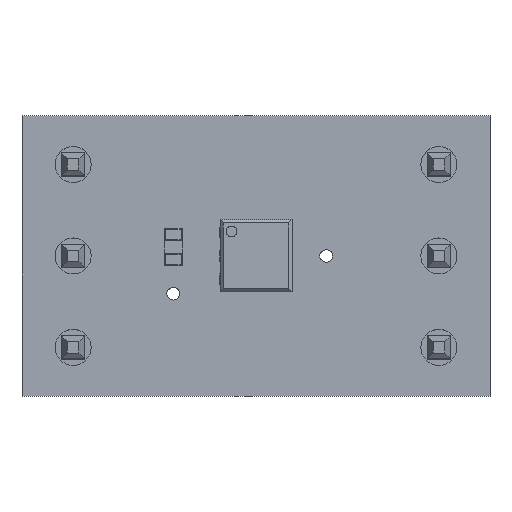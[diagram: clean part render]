
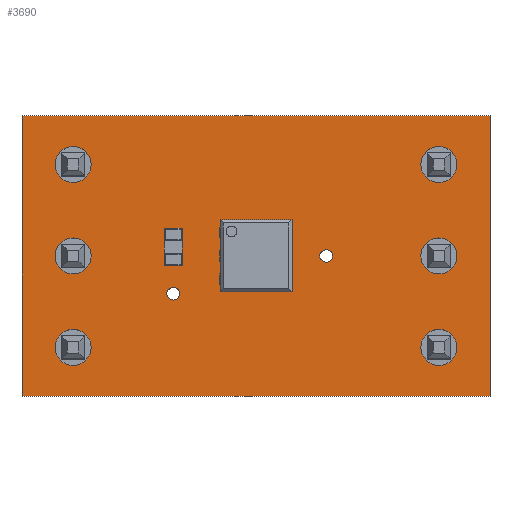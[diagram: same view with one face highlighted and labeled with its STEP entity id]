
A CAD part, top view. The second image highlights one B-rep face of the part: STEP entity #3690.
In plain terms, the highlighted planar face has unit normal (0, 0, 1).
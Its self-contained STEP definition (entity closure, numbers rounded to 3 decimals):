
#63=FACE_BOUND('',#506,.T.);
#64=FACE_BOUND('',#507,.T.);
#65=FACE_BOUND('',#508,.T.);
#66=FACE_BOUND('',#509,.T.);
#67=FACE_BOUND('',#510,.T.);
#68=FACE_BOUND('',#511,.T.);
#69=FACE_BOUND('',#512,.T.);
#70=FACE_BOUND('',#513,.T.);
#92=PLANE('',#3988);
#275=FACE_OUTER_BOUND('',#505,.T.);
#505=EDGE_LOOP('',(#2517,#2518,#2519,#2520));
#506=EDGE_LOOP('',(#2521));
#507=EDGE_LOOP('',(#2522));
#508=EDGE_LOOP('',(#2523));
#509=EDGE_LOOP('',(#2524));
#510=EDGE_LOOP('',(#2525));
#511=EDGE_LOOP('',(#2526));
#512=EDGE_LOOP('',(#2527));
#513=EDGE_LOOP('',(#2528));
#758=LINE('',#5400,#1183);
#761=LINE('',#5406,#1186);
#764=LINE('',#5412,#1189);
#767=LINE('',#5416,#1192);
#1183=VECTOR('',#4343,10.);
#1186=VECTOR('',#4348,10.);
#1189=VECTOR('',#4353,10.);
#1192=VECTOR('',#4358,10.);
#1599=CIRCLE('',#3962,0.5);
#1601=CIRCLE('',#3965,0.5);
#1603=CIRCLE('',#3968,0.5);
#1605=CIRCLE('',#3971,0.175);
#1607=CIRCLE('',#3974,0.5);
#1609=CIRCLE('',#3977,0.175);
#1611=CIRCLE('',#3980,0.5);
#1613=CIRCLE('',#3983,0.5);
#1677=VERTEX_POINT('',#5348);
#1679=VERTEX_POINT('',#5354);
#1681=VERTEX_POINT('',#5360);
#1683=VERTEX_POINT('',#5366);
#1685=VERTEX_POINT('',#5372);
#1687=VERTEX_POINT('',#5378);
#1689=VERTEX_POINT('',#5384);
#1691=VERTEX_POINT('',#5390);
#1694=VERTEX_POINT('',#5397);
#1695=VERTEX_POINT('',#5399);
#1697=VERTEX_POINT('',#5405);
#1699=VERTEX_POINT('',#5411);
#1968=EDGE_CURVE('',#1677,#1677,#1599,.T.);
#1971=EDGE_CURVE('',#1679,#1679,#1601,.T.);
#1974=EDGE_CURVE('',#1681,#1681,#1603,.T.);
#1977=EDGE_CURVE('',#1683,#1683,#1605,.T.);
#1980=EDGE_CURVE('',#1685,#1685,#1607,.T.);
#1983=EDGE_CURVE('',#1687,#1687,#1609,.T.);
#1986=EDGE_CURVE('',#1689,#1689,#1611,.T.);
#1989=EDGE_CURVE('',#1691,#1691,#1613,.T.);
#1992=EDGE_CURVE('',#1695,#1694,#758,.T.);
#1995=EDGE_CURVE('',#1697,#1695,#761,.T.);
#1998=EDGE_CURVE('',#1699,#1697,#764,.T.);
#2001=EDGE_CURVE('',#1694,#1699,#767,.T.);
#2517=ORIENTED_EDGE('',*,*,#2001,.T.);
#2518=ORIENTED_EDGE('',*,*,#1998,.T.);
#2519=ORIENTED_EDGE('',*,*,#1995,.T.);
#2520=ORIENTED_EDGE('',*,*,#1992,.T.);
#2521=ORIENTED_EDGE('',*,*,#1968,.T.);
#2522=ORIENTED_EDGE('',*,*,#1971,.T.);
#2523=ORIENTED_EDGE('',*,*,#1974,.T.);
#2524=ORIENTED_EDGE('',*,*,#1977,.T.);
#2525=ORIENTED_EDGE('',*,*,#1980,.T.);
#2526=ORIENTED_EDGE('',*,*,#1983,.T.);
#2527=ORIENTED_EDGE('',*,*,#1986,.T.);
#2528=ORIENTED_EDGE('',*,*,#1989,.T.);
#3690=ADVANCED_FACE('',(#275,#63,#64,#65,#66,#67,#68,#69,#70),#92,.T.);
#3962=AXIS2_PLACEMENT_3D('',#5350,#4288,#4289);
#3965=AXIS2_PLACEMENT_3D('',#5356,#4295,#4296);
#3968=AXIS2_PLACEMENT_3D('',#5362,#4302,#4303);
#3971=AXIS2_PLACEMENT_3D('',#5368,#4309,#4310);
#3974=AXIS2_PLACEMENT_3D('',#5374,#4316,#4317);
#3977=AXIS2_PLACEMENT_3D('',#5380,#4323,#4324);
#3980=AXIS2_PLACEMENT_3D('',#5386,#4330,#4331);
#3983=AXIS2_PLACEMENT_3D('',#5392,#4337,#4338);
#3988=AXIS2_PLACEMENT_3D('',#5417,#4359,#4360);
#4288=DIRECTION('center_axis',(0.,0.,-1.));
#4289=DIRECTION('ref_axis',(-1.,0.,0.));
#4295=DIRECTION('center_axis',(0.,0.,-1.));
#4296=DIRECTION('ref_axis',(-1.,0.,0.));
#4302=DIRECTION('center_axis',(0.,0.,-1.));
#4303=DIRECTION('ref_axis',(-1.,0.,0.));
#4309=DIRECTION('center_axis',(0.,0.,-1.));
#4310=DIRECTION('ref_axis',(1.,0.,0.));
#4316=DIRECTION('center_axis',(0.,0.,-1.));
#4317=DIRECTION('ref_axis',(-1.,0.,0.));
#4323=DIRECTION('center_axis',(0.,0.,-1.));
#4324=DIRECTION('ref_axis',(1.,0.,0.));
#4330=DIRECTION('center_axis',(0.,0.,-1.));
#4331=DIRECTION('ref_axis',(-1.,0.,0.));
#4337=DIRECTION('center_axis',(0.,0.,-1.));
#4338=DIRECTION('ref_axis',(-1.,0.,0.));
#4343=DIRECTION('',(-1.,0.,0.));
#4348=DIRECTION('',(0.,1.,0.));
#4353=DIRECTION('',(1.,0.,0.));
#4358=DIRECTION('',(0.,-1.,0.));
#4359=DIRECTION('center_axis',(0.,0.,1.));
#4360=DIRECTION('ref_axis',(1.,0.,0.));
#5348=CARTESIAN_POINT('',(5.58,0.,1.671));
#5350=CARTESIAN_POINT('Origin',(5.08,0.,1.671));
#5354=CARTESIAN_POINT('',(-4.58,-2.54,1.671));
#5356=CARTESIAN_POINT('Origin',(-5.08,-2.54,1.671));
#5360=CARTESIAN_POINT('',(-4.58,0.,1.671));
#5362=CARTESIAN_POINT('Origin',(-5.08,0.,1.671));
#5366=CARTESIAN_POINT('',(-2.475,-1.05,1.671));
#5368=CARTESIAN_POINT('Origin',(-2.3,-1.05,1.671));
#5372=CARTESIAN_POINT('',(-4.58,2.54,1.671));
#5374=CARTESIAN_POINT('Origin',(-5.08,2.54,1.671));
#5378=CARTESIAN_POINT('',(1.775,0.,1.671));
#5380=CARTESIAN_POINT('Origin',(1.95,0.,1.671));
#5384=CARTESIAN_POINT('',(5.58,2.54,1.671));
#5386=CARTESIAN_POINT('Origin',(5.08,2.54,1.671));
#5390=CARTESIAN_POINT('',(5.58,-2.54,1.671));
#5392=CARTESIAN_POINT('Origin',(5.08,-2.54,1.671));
#5397=CARTESIAN_POINT('',(-6.5,3.9,1.671));
#5399=CARTESIAN_POINT('',(6.5,3.9,1.671));
#5400=CARTESIAN_POINT('',(6.5,3.9,1.671));
#5405=CARTESIAN_POINT('',(6.5,-3.9,1.671));
#5406=CARTESIAN_POINT('',(6.5,-3.9,1.671));
#5411=CARTESIAN_POINT('',(-6.5,-3.9,1.671));
#5412=CARTESIAN_POINT('',(-6.5,-3.9,1.671));
#5416=CARTESIAN_POINT('',(-6.5,3.9,1.671));
#5417=CARTESIAN_POINT('Origin',(0.,0.,1.671));
